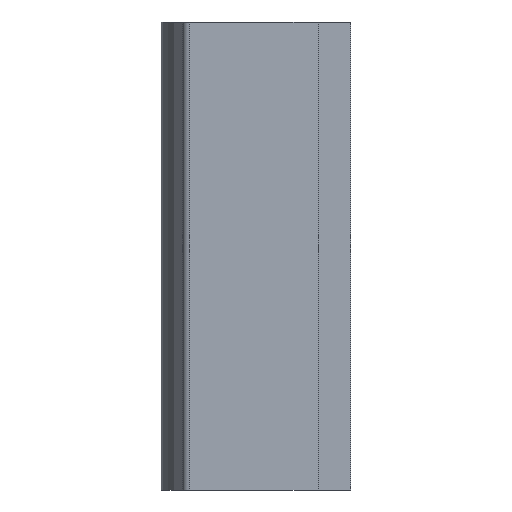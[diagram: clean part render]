
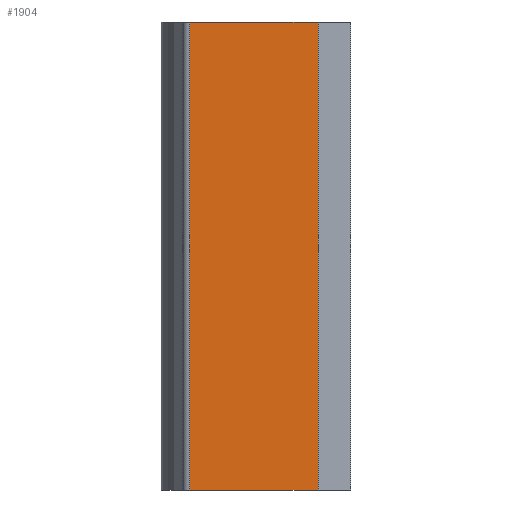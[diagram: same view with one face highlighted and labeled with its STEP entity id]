
A CAD part, left-side view. The second image highlights one B-rep face of the part: STEP entity #1904.
In plain terms, the highlighted planar face has unit normal (-1, 0, 0).
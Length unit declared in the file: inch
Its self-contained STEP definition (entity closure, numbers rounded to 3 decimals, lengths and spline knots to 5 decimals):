
#93 = LINE ( 'NONE', #4359, #7299 ) ;
#406 = VERTEX_POINT ( 'NONE', #9362 ) ;
#1451 = VERTEX_POINT ( 'NONE', #10921 ) ;
#1485 = ORIENTED_EDGE ( 'NONE', *, *, #5426, .T. ) ;
#1702 = ORIENTED_EDGE ( 'NONE', *, *, #3524, .F. ) ;
#1904 = ADVANCED_FACE ( 'NONE', ( #8181 ), #4982, .F. ) ;
#1955 = CARTESIAN_POINT ( 'NONE',  ( -0.875, 0., -2. ) ) ;
#2426 = CARTESIAN_POINT ( 'NONE',  ( -0.875, 0.502, -2. ) ) ;
#2714 = EDGE_LOOP ( 'NONE', ( #4729, #1485, #1702, #8481 ) ) ;
#3230 = VERTEX_POINT ( 'NONE', #5792 ) ;
#3524 = EDGE_CURVE ( 'NONE', #1451, #10048, #93, .T. ) ;
#3812 = VECTOR ( 'NONE', #10132, 39.37008 ) ;
#4359 = CARTESIAN_POINT ( 'NONE',  ( -0.875, 0., -2. ) ) ;
#4548 = EDGE_CURVE ( 'NONE', #3230, #406, #11189, .T. ) ;
#4729 = ORIENTED_EDGE ( 'NONE', *, *, #4548, .T. ) ;
#4982 = PLANE ( 'NONE',  #7919 ) ;
#5275 = LINE ( 'NONE', #6303, #7241 ) ;
#5426 = EDGE_CURVE ( 'NONE', #406, #10048, #5275, .T. ) ;
#5792 = CARTESIAN_POINT ( 'NONE',  ( -0.875, -0.594, 2. ) ) ;
#6105 = CARTESIAN_POINT ( 'NONE',  ( -0.875, 0., 2. ) ) ;
#6247 = DIRECTION ( 'NONE',  ( 0., 0., -1. ) ) ;
#6303 = CARTESIAN_POINT ( 'NONE',  ( -0.875, 0.502, -2. ) ) ;
#6331 = CARTESIAN_POINT ( 'NONE',  ( -0.875, -0.594, -2.48086 ) ) ;
#7241 = VECTOR ( 'NONE', #6247, 39.37008 ) ;
#7299 = VECTOR ( 'NONE', #8226, 39.37008 ) ;
#7621 = DIRECTION ( 'NONE',  ( 0., 0., 1. ) ) ;
#7919 = AXIS2_PLACEMENT_3D ( 'NONE', #1955, #11071, #10152 ) ;
#8181 = FACE_OUTER_BOUND ( 'NONE', #2714, .T. ) ;
#8226 = DIRECTION ( 'NONE',  ( 0., 1., 0. ) ) ;
#8431 = EDGE_CURVE ( 'NONE', #1451, #3230, #10597, .T. ) ;
#8481 = ORIENTED_EDGE ( 'NONE', *, *, #8431, .T. ) ;
#9362 = CARTESIAN_POINT ( 'NONE',  ( -0.875, 0.502, 2. ) ) ;
#10048 = VERTEX_POINT ( 'NONE', #2426 ) ;
#10132 = DIRECTION ( 'NONE',  ( 0., 1., 0. ) ) ;
#10152 = DIRECTION ( 'NONE',  ( 0., 0., -1. ) ) ;
#10230 = VECTOR ( 'NONE', #7621, 39.37008 ) ;
#10597 = LINE ( 'NONE', #6331, #10230 ) ;
#10921 = CARTESIAN_POINT ( 'NONE',  ( -0.875, -0.594, -2. ) ) ;
#11071 = DIRECTION ( 'NONE',  ( 1., 0., 0. ) ) ;
#11189 = LINE ( 'NONE', #6105, #3812 ) ;
